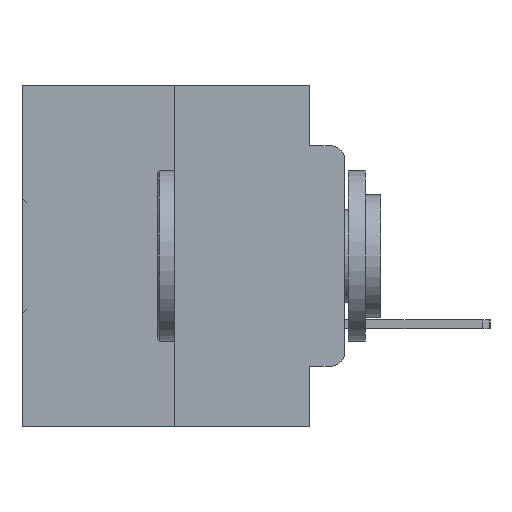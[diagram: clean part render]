
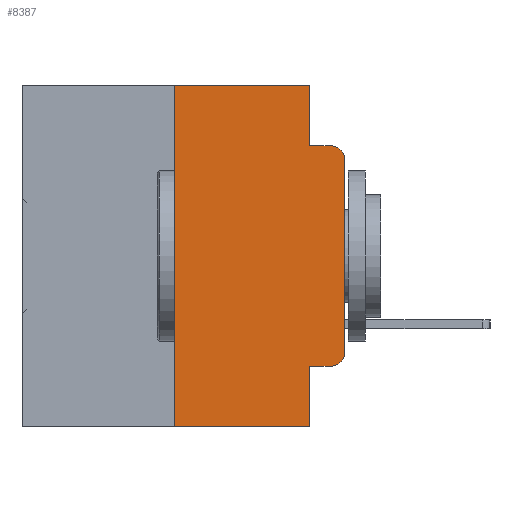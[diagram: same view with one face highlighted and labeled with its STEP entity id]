
A CAD part, left-side view. The second image highlights one B-rep face of the part: STEP entity #8387.
In plain terms, the highlighted planar face has unit normal (-1, 0, 0).
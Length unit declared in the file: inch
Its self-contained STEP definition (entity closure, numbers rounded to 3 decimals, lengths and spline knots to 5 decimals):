
#145 = VERTEX_POINT ( 'NONE', #1386 ) ;
#729 = VERTEX_POINT ( 'NONE', #24300 ) ;
#875 = CARTESIAN_POINT ( 'NONE',  ( 0., 0.473, 0. ) ) ;
#961 = CIRCLE ( 'NONE', #10766, 0.02 ) ;
#1386 = CARTESIAN_POINT ( 'NONE',  ( 0., 0.051, -0.0885 ) ) ;
#1664 = DIRECTION ( 'NONE',  ( 0., 0., -1. ) ) ;
#1885 = EDGE_CURVE ( 'NONE', #729, #28183, #23526, .T. ) ;
#2451 = CARTESIAN_POINT ( 'NONE',  ( 0., 0.25, 0. ) ) ;
#3025 = CARTESIAN_POINT ( 'NONE',  ( 0., 0., -0.1085 ) ) ;
#3203 = CARTESIAN_POINT ( 'NONE',  ( 0., 0.473, 0. ) ) ;
#3454 = DIRECTION ( 'NONE',  ( 0., 0., -1. ) ) ;
#3538 = DIRECTION ( 'NONE',  ( 0., 0., -1. ) ) ;
#4282 = CARTESIAN_POINT ( 'NONE',  ( 0., 0.051, 0. ) ) ;
#4474 = LINE ( 'NONE', #5284, #10442 ) ;
#4923 = LINE ( 'NONE', #18029, #24028 ) ;
#4963 = ORIENTED_EDGE ( 'NONE', *, *, #12766, .T. ) ;
#5284 = CARTESIAN_POINT ( 'NONE',  ( 0., 0.051, -0.0885 ) ) ;
#5556 = DIRECTION ( 'NONE',  ( 0., -1., 0. ) ) ;
#5767 = ORIENTED_EDGE ( 'NONE', *, *, #18653, .T. ) ;
#5853 = VERTEX_POINT ( 'NONE', #31122 ) ;
#6172 = EDGE_CURVE ( 'NONE', #22088, #10640, #23282, .T. ) ;
#6524 = ORIENTED_EDGE ( 'NONE', *, *, #11564, .F. ) ;
#6702 = VERTEX_POINT ( 'NONE', #10252 ) ;
#6839 = DIRECTION ( 'NONE',  ( 0., 0., 1. ) ) ;
#7764 = ORIENTED_EDGE ( 'NONE', *, *, #26114, .F. ) ;
#7840 = DIRECTION ( 'NONE',  ( 0., -1., 0. ) ) ;
#8025 = DIRECTION ( 'NONE',  ( 0., -1., 0. ) ) ;
#8292 = CIRCLE ( 'NONE', #21433, 0.02 ) ;
#8387 = ADVANCED_FACE ( 'NONE', ( #19828 ), #16094, .F. ) ;
#9512 = DIRECTION ( 'NONE',  ( 0., 0., -1. ) ) ;
#9649 = CARTESIAN_POINT ( 'NONE',  ( 0., 0.02, -0.0885 ) ) ;
#10149 = ORIENTED_EDGE ( 'NONE', *, *, #1885, .T. ) ;
#10252 = CARTESIAN_POINT ( 'NONE',  ( 0., 0.25, -0.5 ) ) ;
#10442 = VECTOR ( 'NONE', #7840, 39.37008 ) ;
#10640 = VERTEX_POINT ( 'NONE', #25286 ) ;
#10766 = AXIS2_PLACEMENT_3D ( 'NONE', #14383, #31624, #16861 ) ;
#10880 = VECTOR ( 'NONE', #8025, 39.37008 ) ;
#11270 = VECTOR ( 'NONE', #28078, 39.37008 ) ;
#11564 = EDGE_CURVE ( 'NONE', #5853, #145, #25885, .T. ) ;
#11695 = ORIENTED_EDGE ( 'NONE', *, *, #25103, .F. ) ;
#11949 = VECTOR ( 'NONE', #9512, 39.37008 ) ;
#12766 = EDGE_CURVE ( 'NONE', #28183, #12837, #8292, .T. ) ;
#12837 = VERTEX_POINT ( 'NONE', #9649 ) ;
#14383 = CARTESIAN_POINT ( 'NONE',  ( 0., 0.02, -0.3915 ) ) ;
#14475 = EDGE_CURVE ( 'NONE', #22071, #5853, #22899, .T. ) ;
#14810 = ORIENTED_EDGE ( 'NONE', *, *, #14475, .F. ) ;
#15526 = CARTESIAN_POINT ( 'NONE',  ( 0., 0.25, 0. ) ) ;
#15559 = EDGE_CURVE ( 'NONE', #6702, #22071, #23205, .T. ) ;
#16011 = CARTESIAN_POINT ( 'NONE',  ( 0., 0.051, 0. ) ) ;
#16094 = PLANE ( 'NONE',  #21869 ) ;
#16607 = VECTOR ( 'NONE', #22642, 39.37008 ) ;
#16820 = DIRECTION ( 'NONE',  ( -1., 0., 0. ) ) ;
#16861 = DIRECTION ( 'NONE',  ( 0., 0., -1. ) ) ;
#17704 = VERTEX_POINT ( 'NONE', #27929 ) ;
#18029 = CARTESIAN_POINT ( 'NONE',  ( 0., 0.473, -0.5 ) ) ;
#18538 = DIRECTION ( 'NONE',  ( 1., 0., 0. ) ) ;
#18653 = EDGE_CURVE ( 'NONE', #10640, #729, #961, .T. ) ;
#19828 = FACE_OUTER_BOUND ( 'NONE', #23666, .T. ) ;
#21433 = AXIS2_PLACEMENT_3D ( 'NONE', #31587, #16820, #1664 ) ;
#21869 = AXIS2_PLACEMENT_3D ( 'NONE', #875, #18538, #3538 ) ;
#22020 = VECTOR ( 'NONE', #3454, 39.37008 ) ;
#22071 = VERTEX_POINT ( 'NONE', #15526 ) ;
#22088 = VERTEX_POINT ( 'NONE', #30326 ) ;
#22576 = ORIENTED_EDGE ( 'NONE', *, *, #6172, .T. ) ;
#22642 = DIRECTION ( 'NONE',  ( 0., 0., 1. ) ) ;
#22805 = LINE ( 'NONE', #16011, #22020 ) ;
#22899 = LINE ( 'NONE', #3203, #11270 ) ;
#23205 = LINE ( 'NONE', #2451, #16607 ) ;
#23282 = LINE ( 'NONE', #25426, #10880 ) ;
#23526 = LINE ( 'NONE', #28805, #29297 ) ;
#23666 = EDGE_LOOP ( 'NONE', ( #10149, #4963, #11695, #6524, #14810, #29499, #26825, #7764, #22576, #5767 ) ) ;
#24028 = VECTOR ( 'NONE', #5556, 39.37008 ) ;
#24300 = CARTESIAN_POINT ( 'NONE',  ( 0., 0., -0.3915 ) ) ;
#25103 = EDGE_CURVE ( 'NONE', #145, #12837, #4474, .T. ) ;
#25286 = CARTESIAN_POINT ( 'NONE',  ( 0., 0.02, -0.4115 ) ) ;
#25426 = CARTESIAN_POINT ( 'NONE',  ( 0., 0.051, -0.4115 ) ) ;
#25885 = LINE ( 'NONE', #4282, #11949 ) ;
#26114 = EDGE_CURVE ( 'NONE', #22088, #17704, #22805, .T. ) ;
#26825 = ORIENTED_EDGE ( 'NONE', *, *, #30556, .T. ) ;
#27929 = CARTESIAN_POINT ( 'NONE',  ( 0., 0.051, -0.5 ) ) ;
#28078 = DIRECTION ( 'NONE',  ( 0., -1., 0. ) ) ;
#28183 = VERTEX_POINT ( 'NONE', #3025 ) ;
#28805 = CARTESIAN_POINT ( 'NONE',  ( 0., 0., 0. ) ) ;
#29297 = VECTOR ( 'NONE', #6839, 39.37008 ) ;
#29499 = ORIENTED_EDGE ( 'NONE', *, *, #15559, .F. ) ;
#30326 = CARTESIAN_POINT ( 'NONE',  ( 0., 0.051, -0.4115 ) ) ;
#30556 = EDGE_CURVE ( 'NONE', #6702, #17704, #4923, .T. ) ;
#31122 = CARTESIAN_POINT ( 'NONE',  ( 0., 0.051, 0. ) ) ;
#31587 = CARTESIAN_POINT ( 'NONE',  ( 0., 0.02, -0.1085 ) ) ;
#31624 = DIRECTION ( 'NONE',  ( -1., 0., 0. ) ) ;
